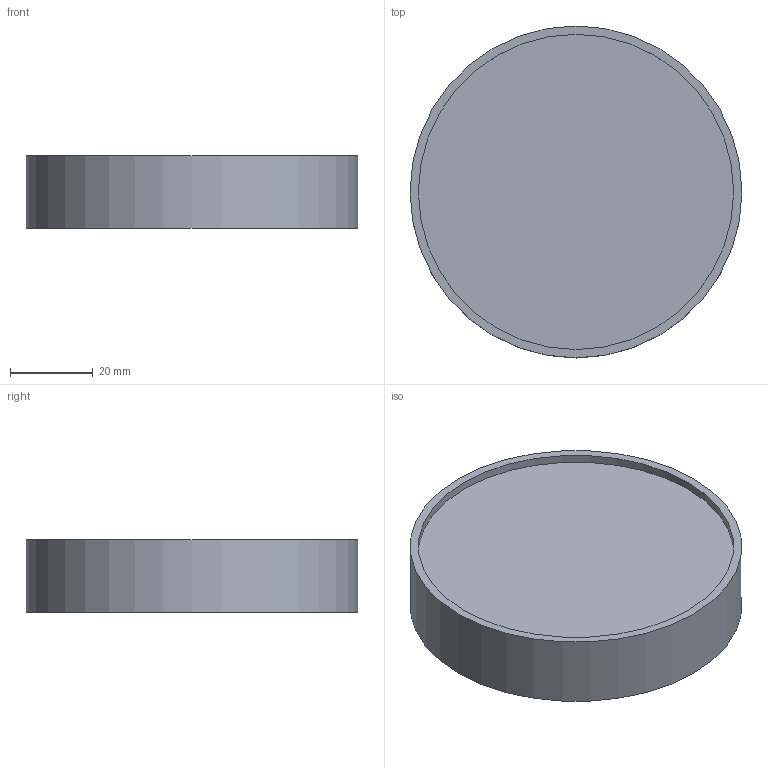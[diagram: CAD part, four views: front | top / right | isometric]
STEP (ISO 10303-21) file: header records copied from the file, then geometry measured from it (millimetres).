
FILE_DESCRIPTION(('FreeCAD Model'),'2;1');
FILE_NAME('Open CASCADE Shape Model','2023-04-11T22:27:13',(''),(''), 'Open CASCADE STEP processor 7.6','FreeCAD','Unknown');
FILE_SCHEMA(('AUTOMOTIVE_DESIGN { 1 0 10303 214 1 1 1 1 }'));
Length unit declared in the file: millimetre
Products named in the file (1): Helix001
Bounding box: 80 x 80 x 17.5 mm (x, y, z)
Volume: 22373.2 mm3; surface area: 20188.7 mm2
Topology: 1 solids, 1 shells, 37 faces, 83 edges, 50 vertices
Faces by surface type: bspline 23, cylinder 8, plane 5, cone 1
Full cylindrical faces by diameter (mm): 76 x6, 80 x1
Entity records: 6397 total; most frequent: CARTESIAN_POINT 5016, ORIENTED_EDGE 166, PCURVE 166, DEFINITIONAL_REPRESENTATION 166, B_SPLINE_CURVE_WITH_KNOTS 156, DIRECTION 130, EDGE_CURVE 83, LINE 80
